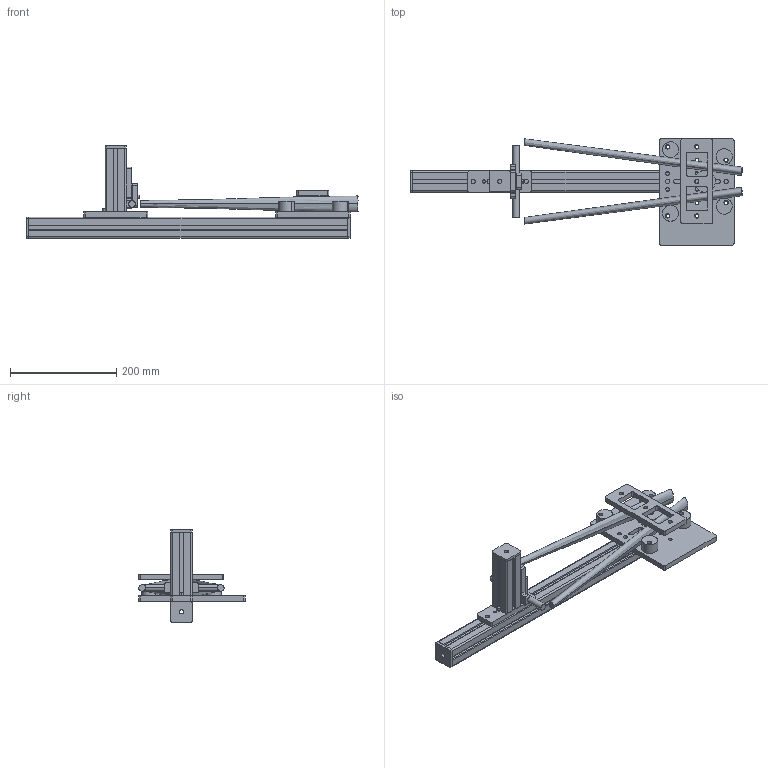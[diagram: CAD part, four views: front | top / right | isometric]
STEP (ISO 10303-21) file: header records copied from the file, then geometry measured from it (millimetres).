
FILE_DESCRIPTION(/* description */ (''),/* implementation_level */ '2;1');
FILE_NAME(/* name */ 'ChainstayJigV2',/* time_stamp */ '2026-04-08T09:15:38+03:00',/* author */ (''),/* organization */ (''),/* preprocessor_version */ 'ST-DEVELOPER v16.5',/* originating_system */ 'Rhino 7.38',/* authorisation */ '');
FILE_SCHEMA (('CONFIG_CONTROL_DESIGN'));
Length unit declared in the file: millimetre
Products named in the file (1): Document
Bounding box: 625 x 200.25 x 175 mm (x, y, z)
Volume: 1219438.9 mm3; surface area: 511999 mm2
Topology: 23 solids, 23 shells, 428 faces, 1137 edges, 760 vertices
Faces by surface type: cylinder 217, plane 206, bspline 5
Full cylindrical faces by diameter (mm): 6.8 x3, 8 x1
Entity records: 12289 total; most frequent: CARTESIAN_POINT 4840, ORIENTED_EDGE 2268, EDGE_CURVE 1134, VERTEX_POINT 756, EDGE_LOOP 538, DIRECTION 429, ADVANCED_FACE 428, FACE_OUTER_BOUND 428
